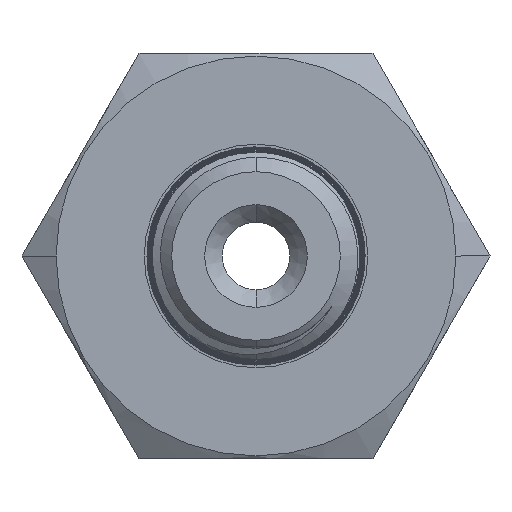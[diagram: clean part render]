
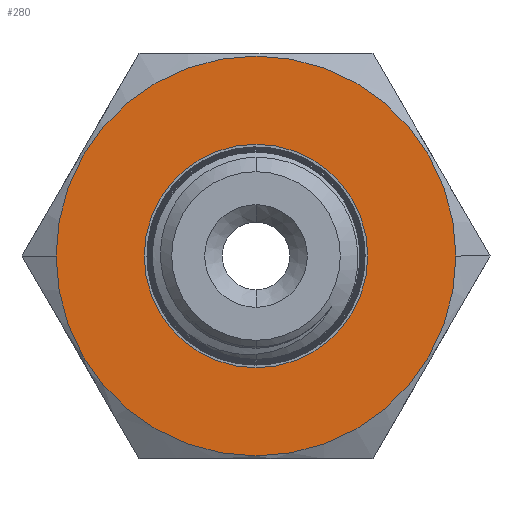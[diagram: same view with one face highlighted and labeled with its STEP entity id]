
A CAD part, left-side view. The second image highlights one B-rep face of the part: STEP entity #280.
In plain terms, the highlighted planar face has unit normal (-1, 0, 0).
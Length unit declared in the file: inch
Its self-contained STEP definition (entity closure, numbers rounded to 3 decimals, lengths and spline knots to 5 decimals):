
#203 = CARTESIAN_POINT ( 'NONE',  ( -0.6325, 0.37, 0. ) ) ;
#280 = ADVANCED_FACE ( 'NONE', ( #11724, #8735 ), #10433, .T. ) ;
#807 = DIRECTION ( 'NONE',  ( 1., 0., 0. ) ) ;
#1308 = VERTEX_POINT ( 'NONE', #8718 ) ;
#1380 = CARTESIAN_POINT ( 'NONE',  ( -0.6325, -0.20675, 0. ) ) ;
#1469 = CIRCLE ( 'NONE', #10227, 0.37 ) ;
#1551 = CARTESIAN_POINT ( 'NONE',  ( -0.6325, 0., 0. ) ) ;
#1811 = VERTEX_POINT ( 'NONE', #1380 ) ;
#2237 = AXIS2_PLACEMENT_3D ( 'NONE', #7540, #807, #6502 ) ;
#2875 = CIRCLE ( 'NONE', #2237, 0.20675 ) ;
#3428 = CIRCLE ( 'NONE', #5419, 0.20675 ) ;
#3978 = DIRECTION ( 'NONE',  ( 1., 0., 0. ) ) ;
#4820 = CARTESIAN_POINT ( 'NONE',  ( -0.6325, 0.20675, 0. ) ) ;
#4831 = EDGE_LOOP ( 'NONE', ( #9548, #9291 ) ) ;
#5102 = CARTESIAN_POINT ( 'NONE',  ( -0.6325, 0., 0. ) ) ;
#5245 = DIRECTION ( 'NONE',  ( 0., 1., 0. ) ) ;
#5419 = AXIS2_PLACEMENT_3D ( 'NONE', #12728, #11602, #7122 ) ;
#5644 = VERTEX_POINT ( 'NONE', #203 ) ;
#5945 = DIRECTION ( 'NONE',  ( 0., -1., 0. ) ) ;
#6502 = DIRECTION ( 'NONE',  ( 0., 1., 0. ) ) ;
#6608 = VERTEX_POINT ( 'NONE', #14487 ) ;
#7122 = DIRECTION ( 'NONE',  ( 0., 1., 0. ) ) ;
#7127 = DIRECTION ( 'NONE',  ( -1., 0., 0. ) ) ;
#7540 = CARTESIAN_POINT ( 'NONE',  ( -0.6325, 0., 0. ) ) ;
#7695 = EDGE_LOOP ( 'NONE', ( #10198, #8057 ) ) ;
#8057 = ORIENTED_EDGE ( 'NONE', *, *, #11939, .F. ) ;
#8333 = AXIS2_PLACEMENT_3D ( 'NONE', #5102, #3978, #5245 ) ;
#8443 = EDGE_CURVE ( 'NONE', #5644, #6608, #1469, .T. ) ;
#8718 = CARTESIAN_POINT ( 'NONE',  ( -0.6325, 0.20675, 0. ) ) ;
#8735 = FACE_OUTER_BOUND ( 'NONE', #7695, .T. ) ;
#9291 = ORIENTED_EDGE ( 'NONE', *, *, #9532, .T. ) ;
#9422 = DIRECTION ( 'NONE',  ( 0., 1., 0. ) ) ;
#9532 = EDGE_CURVE ( 'NONE', #1811, #1308, #3428, .T. ) ;
#9548 = ORIENTED_EDGE ( 'NONE', *, *, #10356, .T. ) ;
#10198 = ORIENTED_EDGE ( 'NONE', *, *, #8443, .F. ) ;
#10208 = AXIS2_PLACEMENT_3D ( 'NONE', #4820, #7127, #5945 ) ;
#10227 = AXIS2_PLACEMENT_3D ( 'NONE', #1551, #10409, #9422 ) ;
#10356 = EDGE_CURVE ( 'NONE', #1308, #1811, #2875, .T. ) ;
#10409 = DIRECTION ( 'NONE',  ( 1., 0., 0. ) ) ;
#10433 = PLANE ( 'NONE',  #10208 ) ;
#11602 = DIRECTION ( 'NONE',  ( 1., 0., 0. ) ) ;
#11724 = FACE_BOUND ( 'NONE', #4831, .T. ) ;
#11939 = EDGE_CURVE ( 'NONE', #6608, #5644, #14398, .T. ) ;
#12728 = CARTESIAN_POINT ( 'NONE',  ( -0.6325, 0., 0. ) ) ;
#14398 = CIRCLE ( 'NONE', #8333, 0.37 ) ;
#14487 = CARTESIAN_POINT ( 'NONE',  ( -0.6325, -0.37, 0. ) ) ;
